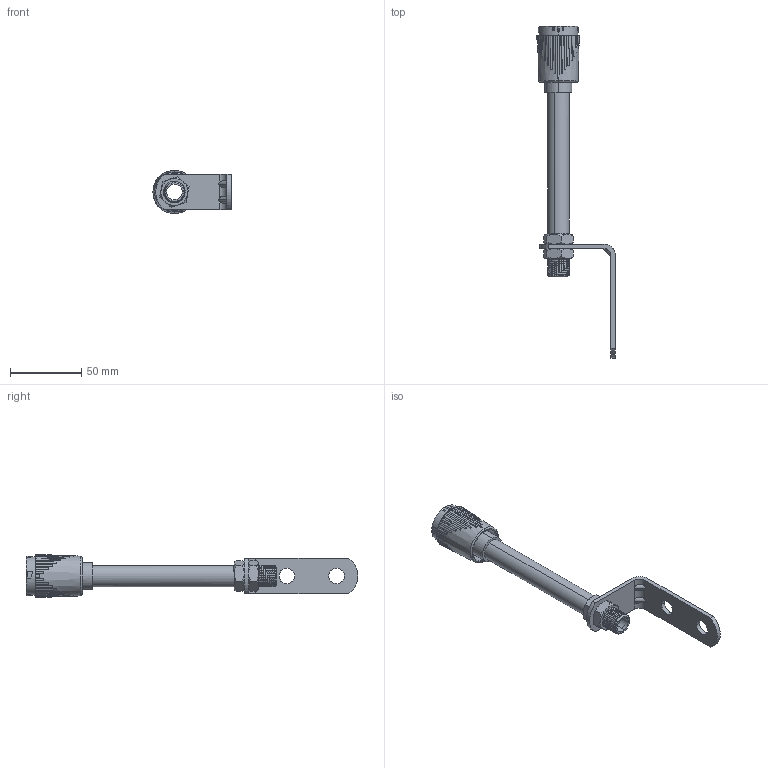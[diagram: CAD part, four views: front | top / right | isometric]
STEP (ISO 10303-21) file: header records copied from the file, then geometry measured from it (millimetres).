
FILE_DESCRIPTION (( 'STEP AP214' ), '1' );
FILE_NAME ('TLM Mini 90.STEP', '2025-04-04T08:44:03', ( '' ), ( '' ), 'SwSTEP 2.0', 'SolidWorks 2025', '' );
FILE_SCHEMA (( 'AUTOMOTIVE_DESIGN' ));
Length unit declared in the file: millimetre
Products named in the file (1): TLM Mini 90
Bounding box: 55.19 x 233.5 x 30.39 mm (x, y, z)
Volume: 37081.1 mm3; surface area: 35125.7 mm2
Topology: 5 solids, 5 shells, 521 faces, 1416 edges, 911 vertices
Faces by surface type: bspline 168, plane 130, cylinder 92, torus 77, cone 54
Entity records: 23775 total; most frequent: CARTESIAN_POINT 12313, ORIENTED_EDGE 2832, DIRECTION 1910, EDGE_CURVE 1416, VERTEX_POINT 911, AXIS2_PLACEMENT_3D 834, B_SPLINE_CURVE_WITH_KNOTS 550, EDGE_LOOP 545
